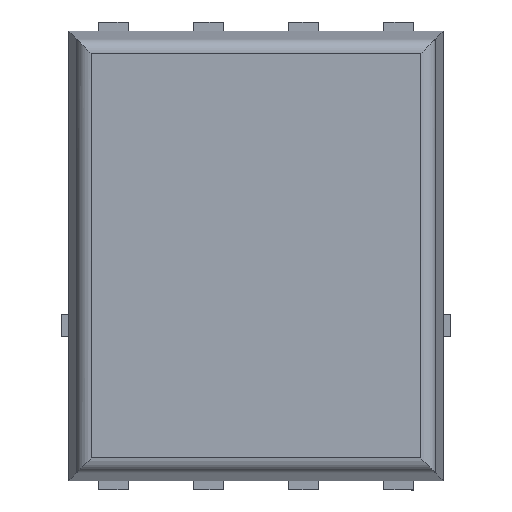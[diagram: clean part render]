
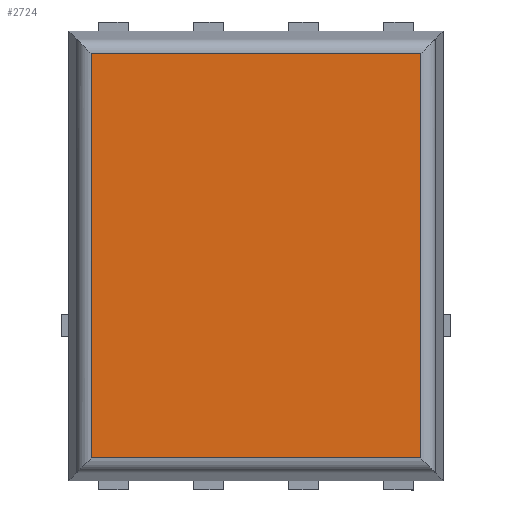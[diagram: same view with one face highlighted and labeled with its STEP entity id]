
A CAD part, top view. The second image highlights one B-rep face of the part: STEP entity #2724.
In plain terms, the highlighted planar face has unit normal (0, 0, 1).
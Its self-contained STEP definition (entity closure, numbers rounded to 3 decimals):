
#51 = CARTESIAN_POINT ( 'NONE',  ( 2.199, -2.699, 1. ) ) ;
#147 = LINE ( 'NONE', #3301, #507 ) ;
#342 = DIRECTION ( 'NONE',  ( 0., 0., 1. ) ) ;
#375 = ORIENTED_EDGE ( 'NONE', *, *, #1766, .T. ) ;
#462 = VERTEX_POINT ( 'NONE', #51 ) ;
#507 = VECTOR ( 'NONE', #2759, 1000. ) ;
#561 = VERTEX_POINT ( 'NONE', #2445 ) ;
#567 = FACE_OUTER_BOUND ( 'NONE', #3042, .T. ) ;
#705 = CARTESIAN_POINT ( 'NONE',  ( 2.364, -2.699, 1. ) ) ;
#715 = ORIENTED_EDGE ( 'NONE', *, *, #2920, .T. ) ;
#1114 = DIRECTION ( 'NONE',  ( -1., 0., 0. ) ) ;
#1179 = ORIENTED_EDGE ( 'NONE', *, *, #1960, .T. ) ;
#1291 = DIRECTION ( 'NONE',  ( 0., -1., 0. ) ) ;
#1402 = VERTEX_POINT ( 'NONE', #1852 ) ;
#1595 = LINE ( 'NONE', #3143, #3221 ) ;
#1766 = EDGE_CURVE ( 'NONE', #3740, #561, #1595, .T. ) ;
#1852 = CARTESIAN_POINT ( 'NONE',  ( -2.199, -2.699, 1. ) ) ;
#1889 = VECTOR ( 'NONE', #3265, 1000. ) ;
#1960 = EDGE_CURVE ( 'NONE', #1402, #462, #3211, .T. ) ;
#2137 = DIRECTION ( 'NONE',  ( 1., 0., 0. ) ) ;
#2445 = CARTESIAN_POINT ( 'NONE',  ( -2.199, 2.699, 1. ) ) ;
#2723 = CARTESIAN_POINT ( 'NONE',  ( -2.199, -2.864, 1. ) ) ;
#2724 = ADVANCED_FACE ( 'NONE', ( #567 ), #3271, .T. ) ;
#2759 = DIRECTION ( 'NONE',  ( 0., 1., 0. ) ) ;
#2920 = EDGE_CURVE ( 'NONE', #561, #1402, #3187, .T. ) ;
#2945 = EDGE_CURVE ( 'NONE', #462, #3740, #147, .T. ) ;
#2947 = AXIS2_PLACEMENT_3D ( 'NONE', #2970, #342, #2137 ) ;
#2970 = CARTESIAN_POINT ( 'NONE',  ( 0., 0., 1. ) ) ;
#3042 = EDGE_LOOP ( 'NONE', ( #715, #1179, #3773, #375 ) ) ;
#3089 = VECTOR ( 'NONE', #1291, 1000. ) ;
#3143 = CARTESIAN_POINT ( 'NONE',  ( -2.364, 2.699, 1. ) ) ;
#3187 = LINE ( 'NONE', #2723, #3089 ) ;
#3189 = CARTESIAN_POINT ( 'NONE',  ( 2.199, 2.699, 1. ) ) ;
#3211 = LINE ( 'NONE', #705, #1889 ) ;
#3221 = VECTOR ( 'NONE', #1114, 1000. ) ;
#3265 = DIRECTION ( 'NONE',  ( 1., 0., 0. ) ) ;
#3271 = PLANE ( 'NONE',  #2947 ) ;
#3301 = CARTESIAN_POINT ( 'NONE',  ( 2.199, 2.864, 1. ) ) ;
#3740 = VERTEX_POINT ( 'NONE', #3189 ) ;
#3773 = ORIENTED_EDGE ( 'NONE', *, *, #2945, .T. ) ;
